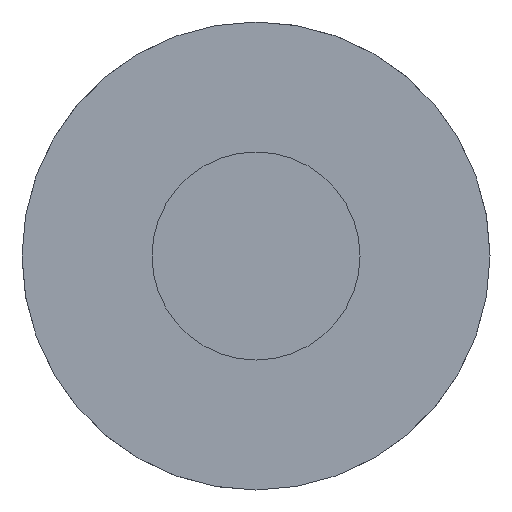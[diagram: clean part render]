
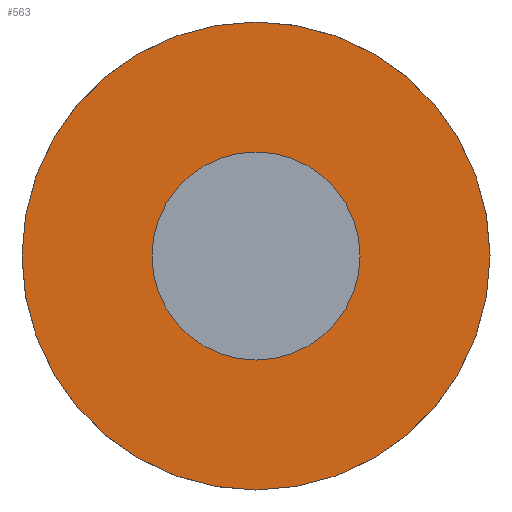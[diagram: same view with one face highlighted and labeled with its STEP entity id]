
A CAD part, front view. The second image highlights one B-rep face of the part: STEP entity #563.
In plain terms, the highlighted planar face has unit normal (0, -1, 0).
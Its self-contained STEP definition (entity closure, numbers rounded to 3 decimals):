
#107=CARTESIAN_POINT('POINT11',(0.5,0.,0.));
#108=VERTEX_POINT('VERTEX11',#107);
#116=CARTESIAN_POINT('POINT12',(-0.5,0.,0.));
#117=VERTEX_POINT('VERTEX12',#116);
#124=CARTESIAN_POINT('POS16',(0.,0.,0.));
#125=DIRECTION('DIR21',(0.,1.,0.));
#126=DIRECTION('DIR22',(-1.,0.,0.));
#127=AXIS2_PLACEMENT_3D('AXIS6',#124,#125,#126);
#128=CIRCLE('ELLIPSE3',#127,0.5);
#129=EDGE_CURVE('EDGE13',#117,#108,#128,.F.);
#142=CARTESIAN_POINT('POS18',(0.,0.,0.));
#143=DIRECTION('DIR25',(0.,1.,0.));
#144=DIRECTION('DIR26',(-1.,0.,0.));
#145=AXIS2_PLACEMENT_3D('AXIS8',#142,#143,#144);
#146=CIRCLE('ELLIPSE4',#145,0.5);
#147=EDGE_CURVE('EDGE14',#108,#117,#146,.F.);
#534=CARTESIAN_POINT('POINT37',(1.125,0.,
   0.));
#535=VERTEX_POINT('VERTEX37',#534);
#536=CARTESIAN_POINT('POINT38',(-1.125,0.,0.));
#537=VERTEX_POINT('VERTEX38',#536);
#538=CARTESIAN_POINT('POS60',(0.,0.,0.));
#539=DIRECTION('DIR81',(0.,-1.,0.));
#540=DIRECTION('DIR82',(-1.,0.,0.));
#541=AXIS2_PLACEMENT_3D('AXIS22',#538,#539,#540);
#542=CIRCLE('ELLIPSE7',#541,1.125);
#543=EDGE_CURVE('EDGE50',#535,#537,#542,.F.);
#544=ORIENTED_EDGE('COEDGE75',*,*,#543,.F.);
#545=CARTESIAN_POINT('POS61',(0.,0.,0.));
#546=DIRECTION('DIR83',(0.,-1.,0.));
#547=DIRECTION('DIR84',(-1.,0.,0.));
#548=AXIS2_PLACEMENT_3D('AXIS23',#545,#546,#547);
#549=CIRCLE('ELLIPSE8',#548,1.125);
#550=EDGE_CURVE('EDGE51',#535,#537,#549,.T.);
#551=ORIENTED_EDGE('COEDGE76',*,*,#550,.T.);
#552=EDGE_LOOP('NONE',(#544,#551));
#553=FACE_BOUND('LOOP1',#552,.T.);
#554=ORIENTED_EDGE('COEDGE77',*,*,#147,.F.);
#555=ORIENTED_EDGE('COEDGE78',*,*,#129,.F.);
#556=EDGE_LOOP('NONE',(#554,#555));
#557=FACE_BOUND('LOOP1',#556,.T.);
#558=CARTESIAN_POINT('POS62',(0.,0.,0.));
#559=DIRECTION('DIR85',(0.,-1.,0.));
#560=DIRECTION('DIR86',(1.,0.,0.));
#561=AXIS2_PLACEMENT_3D('AXIS24',#558,#559,#560);
#562=PLANE('PLANE14',#561);
#563=ADVANCED_FACE('FACE16',(#553,#557),#562,.T.);
